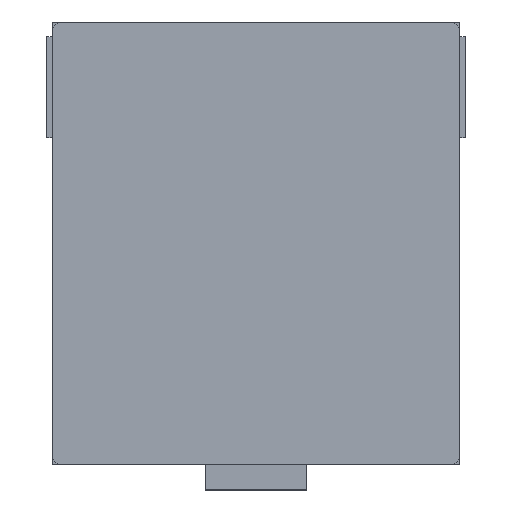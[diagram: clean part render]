
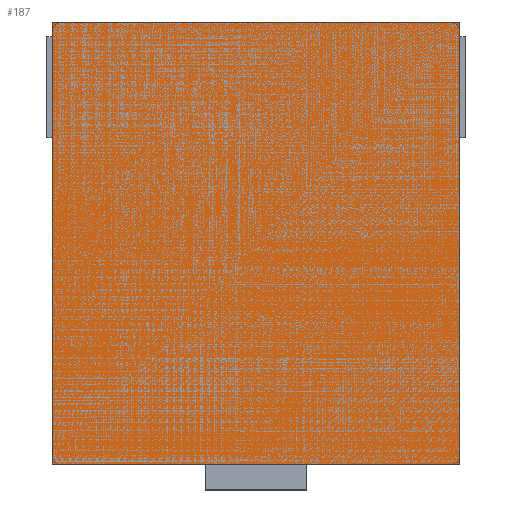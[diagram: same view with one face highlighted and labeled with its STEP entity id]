
A CAD part, top view. The second image highlights one B-rep face of the part: STEP entity #187.
In plain terms, the highlighted planar face has unit normal (0, 0, 1).
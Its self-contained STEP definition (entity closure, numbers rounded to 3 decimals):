
#58 = VERTEX_POINT('',#59);
#59 = CARTESIAN_POINT('',(0.,0.,2.));
#74 = VERTEX_POINT('',#75);
#75 = CARTESIAN_POINT('',(0.,70.,2.));
#81 = EDGE_CURVE('',#58,#74,#82,.T.);
#82 = LINE('',#83,#84);
#83 = CARTESIAN_POINT('',(0.,0.,2.));
#84 = VECTOR('',#85,1.);
#85 = DIRECTION('',(-0.,1.,0.));
#98 = VERTEX_POINT('',#99);
#99 = CARTESIAN_POINT('',(64.4,0.,2.));
#114 = VERTEX_POINT('',#115);
#115 = CARTESIAN_POINT('',(64.4,70.,2.));
#121 = EDGE_CURVE('',#98,#114,#122,.T.);
#122 = LINE('',#123,#124);
#123 = CARTESIAN_POINT('',(64.4,0.,2.));
#124 = VECTOR('',#125,1.);
#125 = DIRECTION('',(-0.,1.,0.));
#142 = EDGE_CURVE('',#58,#98,#143,.T.);
#143 = LINE('',#144,#145);
#144 = CARTESIAN_POINT('',(0.,0.,2.));
#145 = VECTOR('',#146,1.);
#146 = DIRECTION('',(1.,0.,-0.));
#164 = EDGE_CURVE('',#74,#114,#165,.T.);
#165 = LINE('',#166,#167);
#166 = CARTESIAN_POINT('',(0.,70.,2.));
#167 = VECTOR('',#168,1.);
#168 = DIRECTION('',(1.,0.,-0.));
#187 = ADVANCED_FACE('',(#188),#194,.T.);
#188 = FACE_BOUND('',#189,.T.);
#189 = EDGE_LOOP('',(#190,#191,#192,#193));
#190 = ORIENTED_EDGE('',*,*,#81,.F.);
#191 = ORIENTED_EDGE('',*,*,#142,.T.);
#192 = ORIENTED_EDGE('',*,*,#121,.T.);
#193 = ORIENTED_EDGE('',*,*,#164,.F.);
#194 = PLANE('',#195);
#195 = AXIS2_PLACEMENT_3D('',#196,#197,#198);
#196 = CARTESIAN_POINT('',(0.,0.,2.));
#197 = DIRECTION('',(0.,0.,1.));
#198 = DIRECTION('',(1.,0.,-0.));
